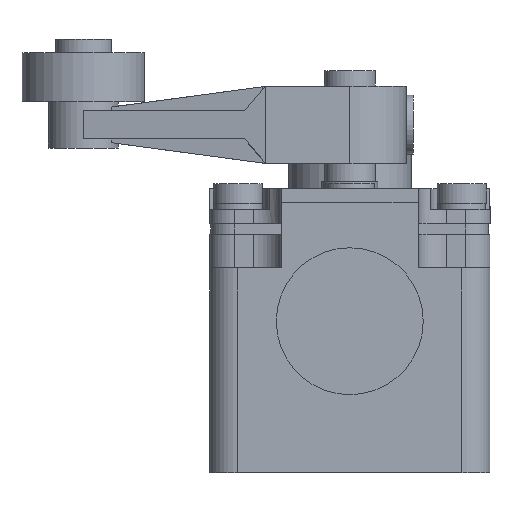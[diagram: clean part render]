
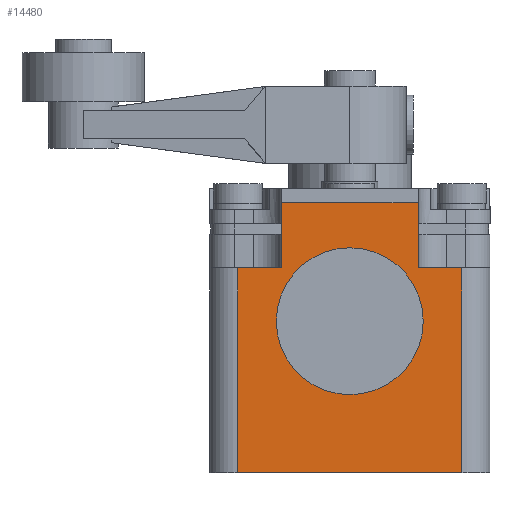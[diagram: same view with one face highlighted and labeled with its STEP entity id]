
A CAD part, front view. The second image highlights one B-rep face of the part: STEP entity #14480.
In plain terms, the highlighted planar face has unit normal (0, -1, 0).
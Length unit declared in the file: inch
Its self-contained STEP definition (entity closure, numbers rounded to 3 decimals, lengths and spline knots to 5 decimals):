
#188 = LINE ( 'NONE', #8474, #5944 ) ;
#308 = VERTEX_POINT ( 'NONE', #10876 ) ;
#426 = CARTESIAN_POINT ( 'NONE',  ( 0.59449, -2.50787, 0.85039 ) ) ;
#464 = CARTESIAN_POINT ( 'NONE',  ( 1.22441, -2.50787, 1.14961 ) ) ;
#784 = LINE ( 'NONE', #7842, #11669 ) ;
#1265 = VECTOR ( 'NONE', #7378, 39.37008 ) ;
#1448 = EDGE_CURVE ( 'NONE', #8433, #4496, #4437, .T. ) ;
#1896 = CARTESIAN_POINT ( 'NONE',  ( 0.21063, -2.50787, 1.51575 ) ) ;
#2108 = ORIENTED_EDGE ( 'NONE', *, *, #12094, .F. ) ;
#2385 = ORIENTED_EDGE ( 'NONE', *, *, #14300, .F. ) ;
#2645 = VERTEX_POINT ( 'NONE', #11611 ) ;
#2923 = CARTESIAN_POINT ( 'NONE',  ( 1.22441, -2.50787, 0. ) ) ;
#3138 = DIRECTION ( 'NONE',  ( 0., 0., 1. ) ) ;
#3194 = CARTESIAN_POINT ( 'NONE',  ( -0.19291, -2.50787, 1.51575 ) ) ;
#3277 = DIRECTION ( 'NONE',  ( 1., 0., 0. ) ) ;
#3440 = DIRECTION ( 'NONE',  ( 0., -1., 0. ) ) ;
#3584 = VERTEX_POINT ( 'NONE', #14119 ) ;
#3708 = EDGE_CURVE ( 'NONE', #4496, #6010, #784, .T. ) ;
#4026 = DIRECTION ( 'NONE',  ( 1., 0., 0. ) ) ;
#4118 = ORIENTED_EDGE ( 'NONE', *, *, #8114, .F. ) ;
#4312 = CIRCLE ( 'NONE', #12062, 0.4125 ) ;
#4437 = LINE ( 'NONE', #3194, #14460 ) ;
#4496 = VERTEX_POINT ( 'NONE', #11940 ) ;
#4527 = CARTESIAN_POINT ( 'NONE',  ( 0.59449, -2.50787, 0.85039 ) ) ;
#4697 = EDGE_CURVE ( 'NONE', #6527, #5874, #4312, .T. ) ;
#4722 = EDGE_CURVE ( 'NONE', #308, #14264, #14057, .T. ) ;
#4956 = DIRECTION ( 'NONE',  ( 0., 0., 1. ) ) ;
#5693 = EDGE_LOOP ( 'NONE', ( #9267, #2108 ) ) ;
#5784 = EDGE_CURVE ( 'NONE', #2645, #11499, #8828, .T. ) ;
#5874 = VERTEX_POINT ( 'NONE', #9439 ) ;
#5944 = VECTOR ( 'NONE', #4956, 39.37008 ) ;
#6010 = VERTEX_POINT ( 'NONE', #15010 ) ;
#6131 = CARTESIAN_POINT ( 'NONE',  ( 0.59449, -2.50787, 0.43789 ) ) ;
#6273 = CARTESIAN_POINT ( 'NONE',  ( -0.19291, -2.50787, 0. ) ) ;
#6525 = CIRCLE ( 'NONE', #10395, 0.4125 ) ;
#6527 = VERTEX_POINT ( 'NONE', #6131 ) ;
#6613 = CARTESIAN_POINT ( 'NONE',  ( -0.19291, -2.50787, 1.14961 ) ) ;
#6725 = DIRECTION ( 'NONE',  ( 0., 0., 1. ) ) ;
#7016 = CARTESIAN_POINT ( 'NONE',  ( 0.21063, -2.50787, 1.14961 ) ) ;
#7116 = CARTESIAN_POINT ( 'NONE',  ( -0.19291, -2.50787, 1.14961 ) ) ;
#7378 = DIRECTION ( 'NONE',  ( 0., 0., -1. ) ) ;
#7433 = VECTOR ( 'NONE', #11764, 39.37008 ) ;
#7464 = ORIENTED_EDGE ( 'NONE', *, *, #5784, .T. ) ;
#7655 = DIRECTION ( 'NONE',  ( 1., 0., 0. ) ) ;
#7827 = ORIENTED_EDGE ( 'NONE', *, *, #3708, .F. ) ;
#7842 = CARTESIAN_POINT ( 'NONE',  ( 0.97835, -2.50787, 1.14961 ) ) ;
#7916 = LINE ( 'NONE', #7016, #12218 ) ;
#8114 = EDGE_CURVE ( 'NONE', #2645, #308, #188, .T. ) ;
#8433 = VERTEX_POINT ( 'NONE', #1896 ) ;
#8474 = CARTESIAN_POINT ( 'NONE',  ( -0.03543, -2.50787, 1.14961 ) ) ;
#8711 = VECTOR ( 'NONE', #4026, 39.37008 ) ;
#8828 = LINE ( 'NONE', #6273, #8711 ) ;
#8877 = LINE ( 'NONE', #464, #1265 ) ;
#8892 = PLANE ( 'NONE',  #10764 ) ;
#9267 = ORIENTED_EDGE ( 'NONE', *, *, #4697, .F. ) ;
#9439 = CARTESIAN_POINT ( 'NONE',  ( 0.59449, -2.50787, 1.26289 ) ) ;
#9544 = DIRECTION ( 'NONE',  ( 0., -1., 0. ) ) ;
#10395 = AXIS2_PLACEMENT_3D ( 'NONE', #4527, #3440, #12698 ) ;
#10764 = AXIS2_PLACEMENT_3D ( 'NONE', #13541, #13469, #3138 ) ;
#10876 = CARTESIAN_POINT ( 'NONE',  ( -0.03543, -2.50787, 1.14961 ) ) ;
#10974 = FACE_BOUND ( 'NONE', #5693, .T. ) ;
#11225 = ORIENTED_EDGE ( 'NONE', *, *, #12207, .F. ) ;
#11431 = ORIENTED_EDGE ( 'NONE', *, *, #1448, .F. ) ;
#11499 = VERTEX_POINT ( 'NONE', #2923 ) ;
#11551 = VECTOR ( 'NONE', #7655, 39.37008 ) ;
#11611 = CARTESIAN_POINT ( 'NONE',  ( -0.03543, -2.50787, 0. ) ) ;
#11669 = VECTOR ( 'NONE', #12574, 39.37008 ) ;
#11764 = DIRECTION ( 'NONE',  ( 1., 0., 0. ) ) ;
#11920 = DIRECTION ( 'NONE',  ( 0., 0., -1. ) ) ;
#11940 = CARTESIAN_POINT ( 'NONE',  ( 0.97835, -2.50787, 1.51575 ) ) ;
#12062 = AXIS2_PLACEMENT_3D ( 'NONE', #426, #9544, #11920 ) ;
#12094 = EDGE_CURVE ( 'NONE', #5874, #6527, #6525, .T. ) ;
#12118 = FACE_OUTER_BOUND ( 'NONE', #14350, .T. ) ;
#12207 = EDGE_CURVE ( 'NONE', #6010, #3584, #14455, .T. ) ;
#12218 = VECTOR ( 'NONE', #6725, 39.37008 ) ;
#12574 = DIRECTION ( 'NONE',  ( 0., 0., -1. ) ) ;
#12580 = ORIENTED_EDGE ( 'NONE', *, *, #14656, .F. ) ;
#12698 = DIRECTION ( 'NONE',  ( 0., 0., -1. ) ) ;
#13469 = DIRECTION ( 'NONE',  ( 0., 1., 0. ) ) ;
#13541 = CARTESIAN_POINT ( 'NONE',  ( -0.19291, -2.50787, 1.14961 ) ) ;
#13644 = CARTESIAN_POINT ( 'NONE',  ( 0.21063, -2.50787, 1.14961 ) ) ;
#14057 = LINE ( 'NONE', #7116, #7433 ) ;
#14119 = CARTESIAN_POINT ( 'NONE',  ( 1.22441, -2.50787, 1.14961 ) ) ;
#14264 = VERTEX_POINT ( 'NONE', #13644 ) ;
#14300 = EDGE_CURVE ( 'NONE', #14264, #8433, #7916, .T. ) ;
#14350 = EDGE_LOOP ( 'NONE', ( #12580, #11225, #7827, #11431, #2385, #14942, #4118, #7464 ) ) ;
#14455 = LINE ( 'NONE', #6613, #11551 ) ;
#14460 = VECTOR ( 'NONE', #3277, 39.37008 ) ;
#14480 = ADVANCED_FACE ( 'NONE', ( #12118, #10974 ), #8892, .F. ) ;
#14656 = EDGE_CURVE ( 'NONE', #3584, #11499, #8877, .T. ) ;
#14942 = ORIENTED_EDGE ( 'NONE', *, *, #4722, .F. ) ;
#15010 = CARTESIAN_POINT ( 'NONE',  ( 0.97835, -2.50787, 1.14961 ) ) ;
